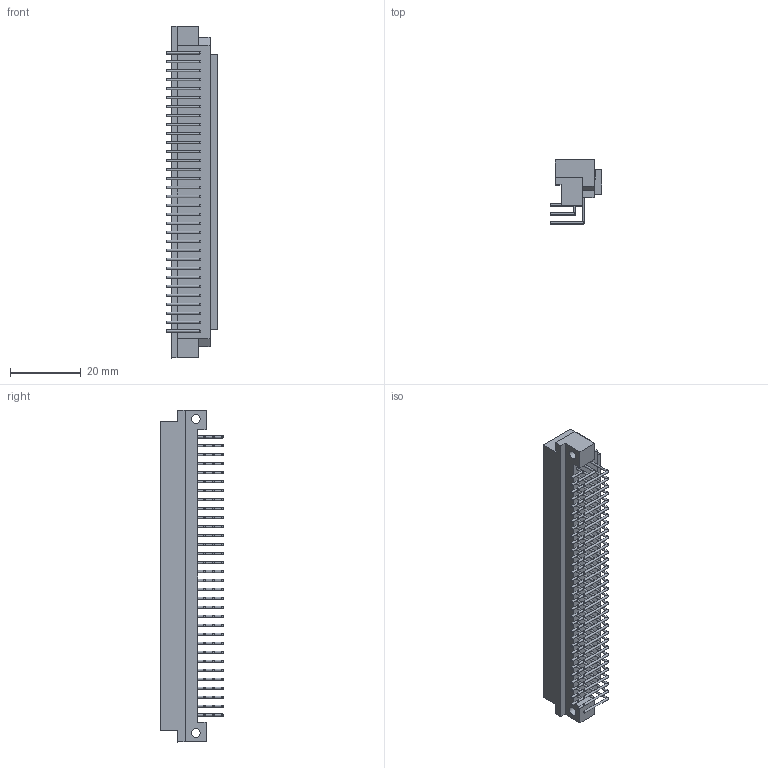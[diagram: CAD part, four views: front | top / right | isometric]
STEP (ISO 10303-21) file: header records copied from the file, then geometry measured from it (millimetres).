
FILE_DESCRIPTION(/* description */ (''),/* implementation_level */ '2;1');
FILE_NAME(/* name */ '100083163ugm000_b.stp',/* time_stamp */ '2022-04-26T16:30:01+02:00',/* author */ (''),/* organization */ (''),/* preprocessor_version */ 'ST-DEVELOPER v16.7',/* originating_system */ 'SIEMENS PLM Software NX 1911',/* authorisation */ '');
FILE_SCHEMA (('AUTOMOTIVE_DESIGN { 1 0 10303 214 3 1 1 1 }'));
Length unit declared in the file: millimetre
Products named in the file (1): 100083163ugm000_b
Bounding box: 14.45 x 18.02 x 94 mm (x, y, z)
Volume: 6449.3 mm3; surface area: 9589.8 mm2
Topology: 1 solids, 1 shells, 764 faces, 1724 edges, 952 vertices
Faces by surface type: plane 378, cylinder 290, sphere 96
Full cylindrical faces by diameter (mm): 0.6 x288, 2.5 x2
Entity records: 23411 total; most frequent: CARTESIAN_POINT 4207, DIRECTION 3256, ORIENTED_EDGE 2484, AXIS2_PLACEMENT_3D 1345, EDGE_LOOP 1264, EDGE_CURVE 1242, VERTEX_POINT 952, FACE_BOUND 798
